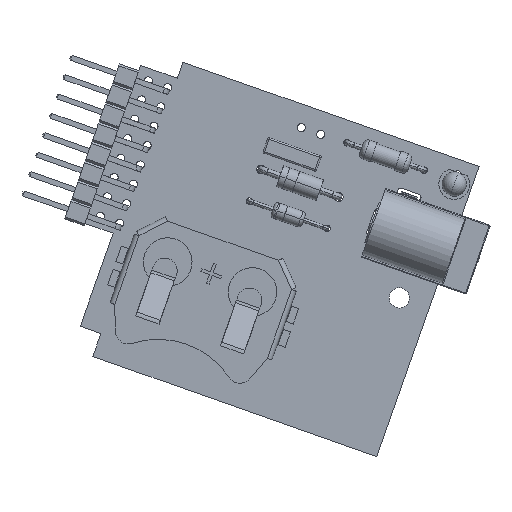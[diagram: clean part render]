
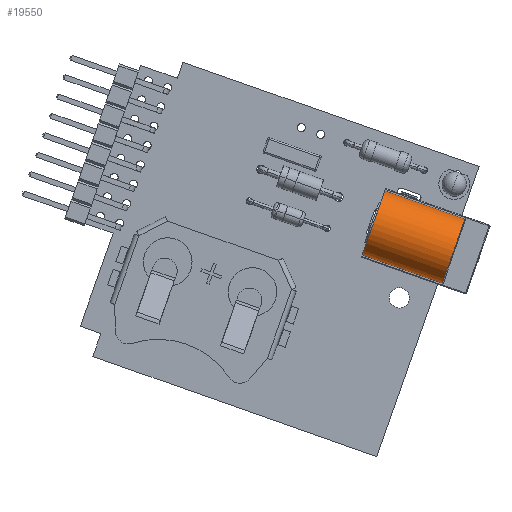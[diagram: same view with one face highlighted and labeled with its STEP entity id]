
A CAD part, front view. The second image highlights one B-rep face of the part: STEP entity #19550.
In plain terms, the highlighted cylindrical face has radius 4.2 mm (diameter 8.4 mm), a partial arc.
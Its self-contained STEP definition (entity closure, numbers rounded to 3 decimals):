
#19048=CARTESIAN_POINT('',(-10.5,0.,6.4));
#19049=DIRECTION('',(-1.,0.,0.));
#19050=DIRECTION('',(0.,-1.,0.));
#19051=AXIS2_PLACEMENT_3D('',#19048,#19049,#19050);
#19057=DIRECTION('',(1.,0.,0.));
#19058=VECTOR('',#19057,10.5);
#19059=CARTESIAN_POINT('',(-10.5,-4.2,6.4));
#19060=LINE('',#19059,#19058);
#19061=DIRECTION('',(-1.,0.,0.));
#19062=VECTOR('',#19061,10.5);
#19063=CARTESIAN_POINT('',(0.,4.2,6.4));
#19064=LINE('',#19063,#19062);
#19065=CARTESIAN_POINT('',(0.,0.,6.4));
#19066=DIRECTION('',(1.,0.,0.));
#19067=DIRECTION('',(0.,1.,0.));
#19068=AXIS2_PLACEMENT_3D('',#19065,#19066,#19067);
#19082=CARTESIAN_POINT('',(-10.5,0.,6.4));
#19083=DIRECTION('',(-1.,0.,0.));
#19084=DIRECTION('',(0.,0.,1.));
#19085=AXIS2_PLACEMENT_3D('',#19082,#19083,#19084);
#19246=CARTESIAN_POINT('',(-10.5,0.,10.6));
#19247=VERTEX_POINT('',#19246);
#19266=CARTESIAN_POINT('',(-10.5,4.2,6.4));
#19267=VERTEX_POINT('',#19266);
#19272=CARTESIAN_POINT('',(-10.5,-4.2,6.4));
#19273=VERTEX_POINT('',#19272);
#19293=CARTESIAN_POINT('',(0.,4.2,6.4));
#19295=VERTEX_POINT('',#19293);
#19296=CARTESIAN_POINT('',(0.,-4.2,6.4));
#19297=VERTEX_POINT('',#19296);
#19534=CARTESIAN_POINT('',(0.,0.,6.4));
#19535=DIRECTION('',(1.,0.,0.));
#19536=DIRECTION('',(0.,-1.,0.));
#19537=AXIS2_PLACEMENT_3D('',#19534,#19535,#19536);
#19538=CYLINDRICAL_SURFACE('',#19537,4.2);
#19540=ORIENTED_EDGE('',*,*,#19539,.T.);
#19542=ORIENTED_EDGE('',*,*,#19541,.F.);
#19543=ORIENTED_EDGE('',*,*,#19526,.T.);
#19545=ORIENTED_EDGE('',*,*,#19544,.T.);
#19547=ORIENTED_EDGE('',*,*,#19546,.F.);
#19548=EDGE_LOOP('',(#19540,#19542,#19543,#19545,#19547));
#19549=FACE_OUTER_BOUND('',#19548,.F.);
#19550=ADVANCED_FACE('',(#19549),#19538,.T.);
#19052=CIRCLE('',#19051,4.2);
#19069=CIRCLE('',#19068,4.2);
#19086=CIRCLE('',#19085,4.2);
#19526=EDGE_CURVE('',#19273,#19247,#19052,.T.);
#19539=EDGE_CURVE('',#19295,#19297,#19069,.T.);
#19541=EDGE_CURVE('',#19273,#19297,#19060,.T.);
#19544=EDGE_CURVE('',#19247,#19267,#19086,.T.);
#19546=EDGE_CURVE('',#19295,#19267,#19064,.T.);
